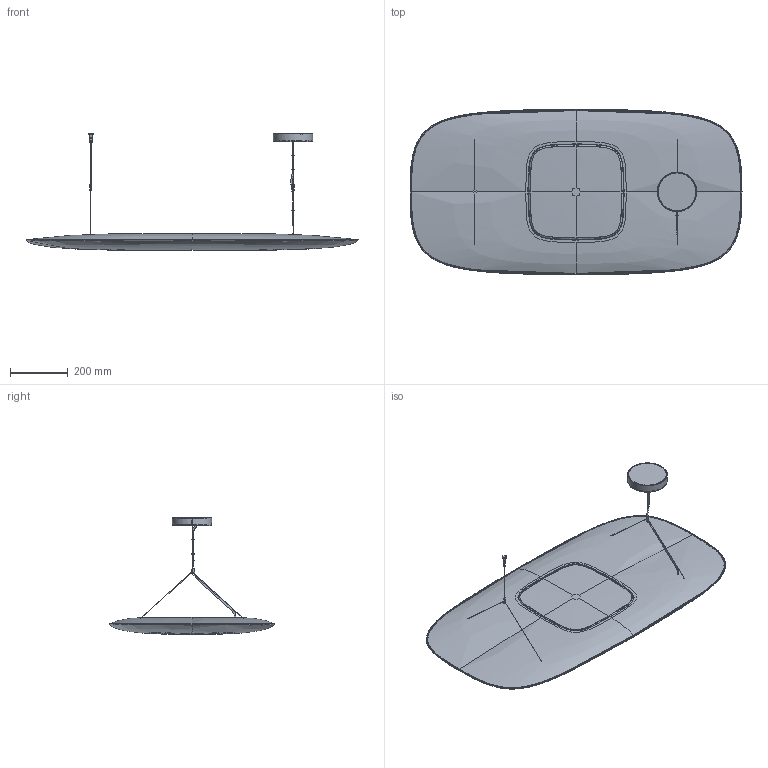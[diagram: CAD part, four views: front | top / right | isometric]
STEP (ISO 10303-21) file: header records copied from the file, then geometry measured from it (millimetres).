
FILE_DESCRIPTION(/* description */ (''),/* implementation_level */ '2;1');
FILE_NAME(/* name */ 'ALE.01 SUSPENSION',/* time_stamp */ '2023-11-23T18:16:50+01:00',/* author */ (''),/* organization */ (''),/* preprocessor_version */ 'ST-DEVELOPER v16.5',/* originating_system */ 'Rhino 7.34',/* authorisation */ '');
FILE_SCHEMA (('AUTOMOTIVE_DESIGN'));
Products named in the file (21): Document; Blocco 04; Blocco 22; Blocco 21; Blocco 19; Blocco 18; Blocco 17; Blocco 15; Blocco 14; Blocco 13; Blocco 12; Blocco 11; Blocco 10; Blocco 09; Blocco 08; Blocco 07; Blocco 06; Blocco 05; Blocco 03; Blocco 02; Blocco 01
Assembly tree (20 placements, depth 2):
  Document
    Blocco 04
    Blocco 22
    Blocco 21
    Blocco 19
    Blocco 18
    Blocco 17
    Blocco 15
    Blocco 14
    Blocco 13
    Blocco 12
    Blocco 11
    Blocco 10
    Blocco 09
    Blocco 08
    Blocco 07
    Blocco 06
    Blocco 05
    Blocco 03
    Blocco 02
    Blocco 01
Bounding box: 1150 x 572 x 404.48 mm (x, y, z)
Volume: 166 mm3; surface area: 2882514.1 mm2
Topology: 3 solids, 386 shells, 1907 faces, 6271 edges, 4329 vertices
Faces by surface type: bspline 1640, plane 137, cylinder 130
Entity records: 199268 total; most frequent: CARTESIAN_POINT 147725, ORIENTED_EDGE 9093, EDGE_CURVE 5976, B_SPLINE_CURVE_WITH_KNOTS 4535, VERTEX_POINT 4369, COLOUR_RGB 2263, PRESENTATION_STYLE_ASSIGNMENT 2263, STYLED_ITEM 2263
